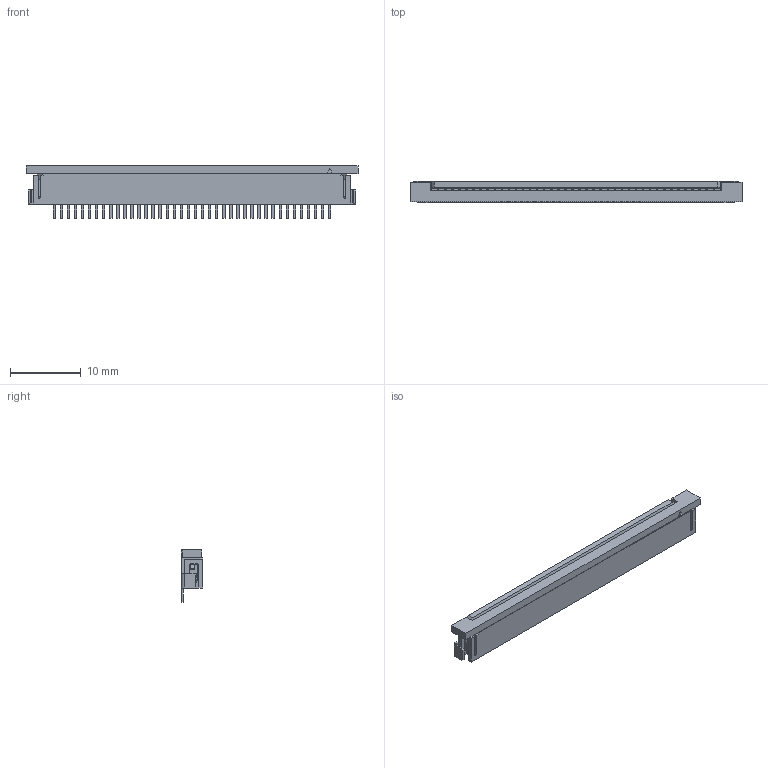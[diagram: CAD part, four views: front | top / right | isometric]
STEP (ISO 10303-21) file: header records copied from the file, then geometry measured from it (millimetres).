
FILE_DESCRIPTION(/* description */ (''),/* implementation_level */ '2;1');
FILE_NAME(/* name */ 'FFC_40-pin_1mm_Bottom.step',/* time_stamp */ '2020-06-10T11:49:25-07:00',/* author */ (''),/* organization */ (''),/* preprocessor_version */ 'ST-DEVELOPER v18.1',/* originating_system */ 'Autodesk Translation Framework v9.3.0.1241',/* authorisation */ '');
FILE_SCHEMA (('AUTOMOTIVE_DESIGN { 1 0 10303 214 3 1 1 }'));
Length unit declared in the file: millimetre
Products named in the file (1): FFC_40-pin_1mm_Bottom
Bounding box: 47 x 3 x 7.4 mm (x, y, z)
Volume: 656.2 mm3; surface area: 1515.4 mm2
Topology: 1 solids, 1 shells, 904 faces, 2847 edges, 1888 vertices
Faces by surface type: plane 764, cylinder 140
Entity records: 31520 total; most frequent: ORIENTED_EDGE 5694, CARTESIAN_POINT 5640, DIRECTION 4945, EDGE_CURVE 2847, LINE 2559, VECTOR 2559, VERTEX_POINT 1888, AXIS2_PLACEMENT_3D 1193
